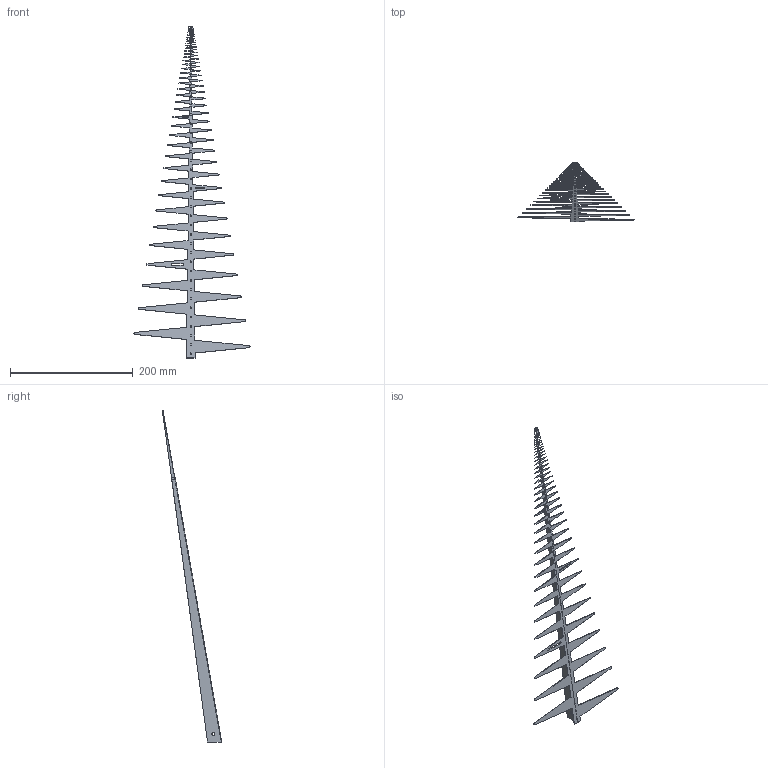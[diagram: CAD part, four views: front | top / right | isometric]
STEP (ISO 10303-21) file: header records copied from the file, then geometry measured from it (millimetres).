
FILE_DESCRIPTION(/* description */ (''),/* implementation_level */ '2;1');
FILE_NAME(/* name */ 'Arm3.stp',/* time_stamp */ '2019-08-27T21:12:14+01:00',/* author */ ('alexanderpollak'),/* organization */ (''),/* preprocessor_version */ 'ST-DEVELOPER v16.13',/* originating_system */ 'Autodesk Inventor 2018',/* authorisation */ '');
FILE_SCHEMA (('AUTOMOTIVE_DESIGN { 1 0 10303 214 3 1 1 }'));
Length unit declared in the file: inch
Products named in the file (1): Arm3
Bounding box: 189.34 x 96.88 x 541.67 mm (x, y, z)
Volume: 17531.1 mm3; surface area: 52057.5 mm2
Topology: 4 solids, 4 shells, 789 faces, 2343 edges, 1562 vertices
Faces by surface type: plane 594, cylinder 195
Full cylindrical faces by diameter (mm): 4.851 x1
Entity records: 27292 total; most frequent: CARTESIAN_POINT 4694, ORIENTED_EDGE 4684, DIRECTION 4312, EDGE_CURVE 2342, LINE 1952, VECTOR 1952, VERTEX_POINT 1562, AXIS2_PLACEMENT_3D 1180
